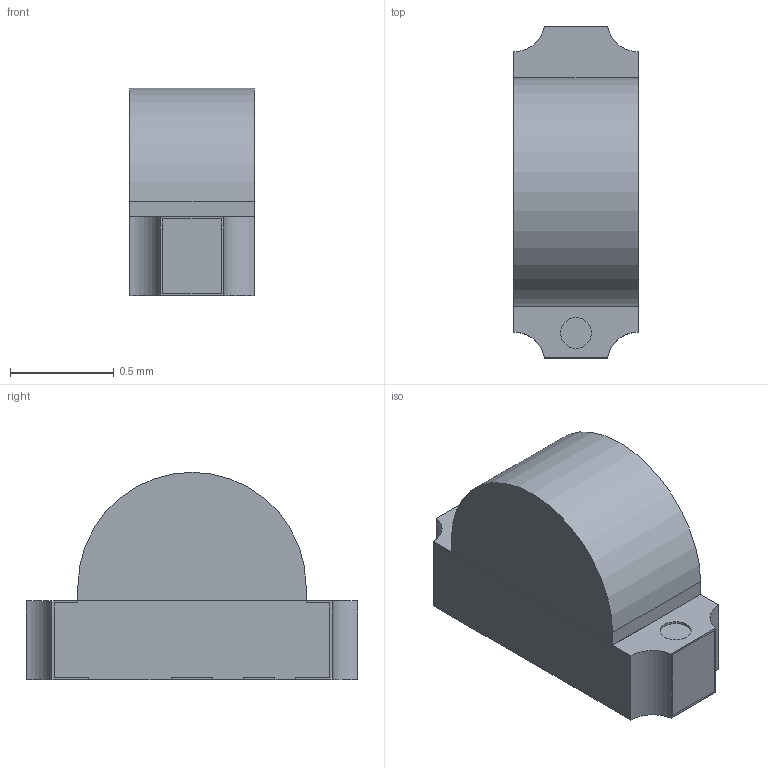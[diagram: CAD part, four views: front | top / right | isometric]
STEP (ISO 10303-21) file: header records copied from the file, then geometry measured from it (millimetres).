
FILE_DESCRIPTION(/* description */ ('Unknown'),/* implementation_level */ '2;1');
FILE_NAME(/* name */ '155060xx73200',/* time_stamp */ '2018-05-15T07:24:23+02:00',/* author */ ('Unknown'),/* organization */ ('Unknown'),/* preprocessor_version */ 'ST-DEVELOPER v16.7',/* originating_system */ 'DEX',/* authorisation */ $);
FILE_SCHEMA (('AUTOMOTIVE_DESIGN {1 0 10303 214 3 1 1}'));
Length unit declared in the file: millimetre
Products named in the file (4): 155060xx73200; Body; Pins; Dome
Assembly tree (3 placements, depth 2):
  155060xx73200
    Body
    Pins
    Dome
Bounding box: 0.6 x 1.6 x 1 mm (x, y, z)
Volume: 0.7 mm3; surface area: 8.6 mm2
Topology: 6 solids, 6 shells, 123 faces, 338 edges, 224 vertices
Faces by surface type: plane 91, cylinder 28, bspline 4
Full cylindrical faces by diameter (mm): 0.15 x1
Entity records: 4563 total; most frequent: CARTESIAN_POINT 733, ORIENTED_EDGE 670, DIRECTION 656, EDGE_CURVE 335, LINE 260, VECTOR 260, VERTEX_POINT 223, AXIS2_PLACEMENT_3D 198
